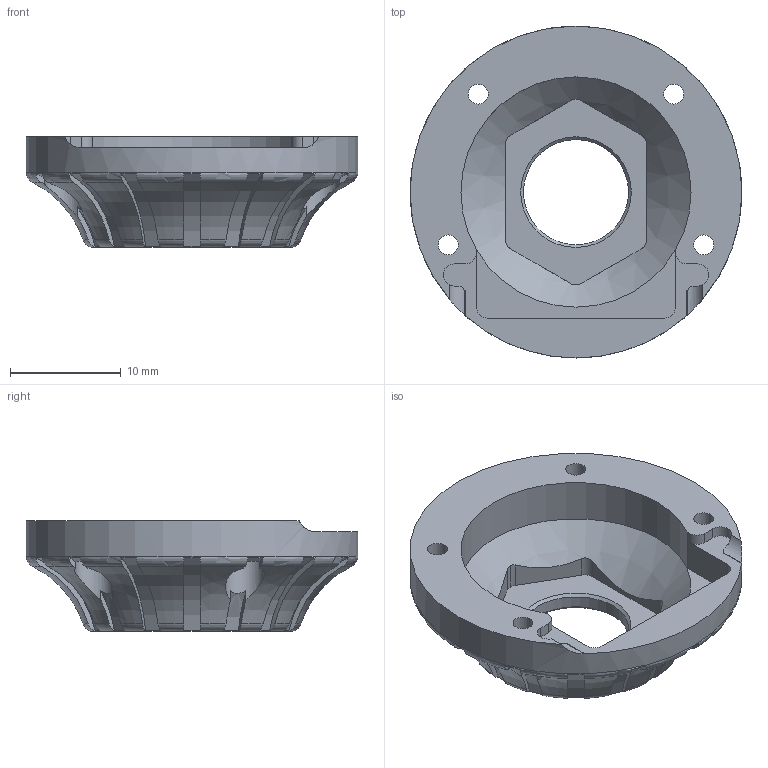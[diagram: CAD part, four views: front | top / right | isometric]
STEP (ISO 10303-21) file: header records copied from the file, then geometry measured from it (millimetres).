
FILE_DESCRIPTION(('HOOPS Exchange Step'),'2;1');
FILE_NAME('temp_export','2022-12-08T12:01:38+01:00',('mobile'),('Shapr3D Limited'),'HOOPS Exchange 2022.1','Shapr3D','Authorized');
FILE_SCHEMA( ('AUTOMOTIVE_DESIGN { 1 0 10303 214 1 1 1 1 }') );
Length unit declared in the file: millimetre
Products named in the file (3): EX-RV1K-09 TAPA CONECTOR_sch; 0. ROVER-1K_v3_RCA.stp; root
Assembly tree (2 placements, depth 3):
  root
    0. ROVER-1K_v3_RCA.stp
      EX-RV1K-09 TAPA CONECTOR_sch
Bounding box: 30 x 30 x 10 mm (x, y, z)
Volume: 2336.1 mm3; surface area: 2509.9 mm2
Topology: 1 solids, 1 shells, 133 faces, 401 edges, 266 vertices
Faces by surface type: plane 58, cylinder 50, torus 18, cone 7
Full cylindrical faces by diameter (mm): 1.8 x4, 3.5 x4, 9.5 x1, 30 x1
Entity records: 6414 total; most frequent: CARTESIAN_POINT 2965, ORIENTED_EDGE 802, DIRECTION 622, EDGE_CURVE 401, AXIS2_PLACEMENT_3D 267, VERTEX_POINT 266, B_SPLINE_CURVE_WITH_KNOTS 182, EDGE_LOOP 139
